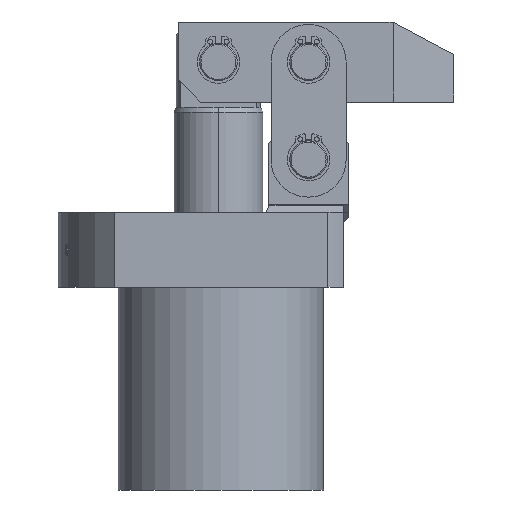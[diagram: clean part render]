
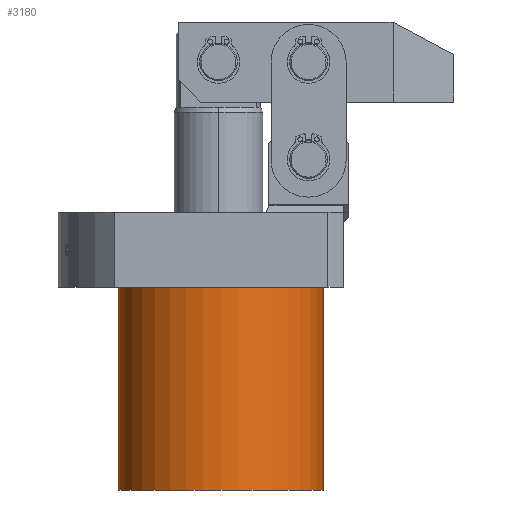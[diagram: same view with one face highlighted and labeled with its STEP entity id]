
A CAD part, front view. The second image highlights one B-rep face of the part: STEP entity #3180.
In plain terms, the highlighted cylindrical face has radius 41 mm (diameter 82 mm), a partial arc.
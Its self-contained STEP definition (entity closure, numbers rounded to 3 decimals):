
#471 = VERTEX_POINT ( 'NONE', #2310 ) ;
#850 = VECTOR ( 'NONE', #8031, 1000. ) ;
#860 = EDGE_CURVE ( 'NONE', #6048, #471, #9419, .T. ) ;
#991 = AXIS2_PLACEMENT_3D ( 'NONE', #6843, #6814, #6774 ) ;
#999 = VECTOR ( 'NONE', #4655, 1000. ) ;
#2310 = CARTESIAN_POINT ( 'NONE',  ( -41., 0., 0. ) ) ;
#2821 = CIRCLE ( 'NONE', #991, 41. ) ;
#3018 = LINE ( 'NONE', #4604, #999 ) ;
#3180 = ADVANCED_FACE ( 'NONE', ( #6380 ), #8199, .T. ) ;
#4125 = EDGE_CURVE ( 'NONE', #471, #8516, #2821, .T. ) ;
#4196 = ORIENTED_EDGE ( 'NONE', *, *, #5435, .F. ) ;
#4604 = CARTESIAN_POINT ( 'NONE',  ( 41., 0., 81. ) ) ;
#4655 = DIRECTION ( 'NONE',  ( 0., 0., -1. ) ) ;
#4808 = DIRECTION ( 'NONE',  ( -1., 0., 0. ) ) ;
#4840 = DIRECTION ( 'NONE',  ( 0., 0., 1. ) ) ;
#4877 = CARTESIAN_POINT ( 'NONE',  ( 0., 0., 81. ) ) ;
#5435 = EDGE_CURVE ( 'NONE', #6048, #8934, #9219, .T. ) ;
#5619 = DIRECTION ( 'NONE',  ( -1., 0., 0. ) ) ;
#5642 = CARTESIAN_POINT ( 'NONE',  ( 0., 0., 81. ) ) ;
#5720 = AXIS2_PLACEMENT_3D ( 'NONE', #5642, #5730, #5619 ) ;
#5730 = DIRECTION ( 'NONE',  ( 0., 0., -1. ) ) ;
#5801 = ORIENTED_EDGE ( 'NONE', *, *, #6236, .F. ) ;
#6048 = VERTEX_POINT ( 'NONE', #6222 ) ;
#6222 = CARTESIAN_POINT ( 'NONE',  ( -41., 0., 81. ) ) ;
#6236 = EDGE_CURVE ( 'NONE', #8934, #8516, #3018, .T. ) ;
#6380 = FACE_OUTER_BOUND ( 'NONE', #7026, .T. ) ;
#6525 = CARTESIAN_POINT ( 'NONE',  ( 41., 0., 81. ) ) ;
#6774 = DIRECTION ( 'NONE',  ( -1., 0., 0. ) ) ;
#6814 = DIRECTION ( 'NONE',  ( 0., 0., 1. ) ) ;
#6843 = CARTESIAN_POINT ( 'NONE',  ( 0., 0., 0. ) ) ;
#7026 = EDGE_LOOP ( 'NONE', ( #5801, #4196, #9728, #9505 ) ) ;
#7498 = CARTESIAN_POINT ( 'NONE',  ( 41., 0., 0. ) ) ;
#7850 = CARTESIAN_POINT ( 'NONE',  ( -41., 0., 81. ) ) ;
#8031 = DIRECTION ( 'NONE',  ( 0., 0., -1. ) ) ;
#8199 = CYLINDRICAL_SURFACE ( 'NONE', #5720, 41. ) ;
#8516 = VERTEX_POINT ( 'NONE', #7498 ) ;
#8766 = AXIS2_PLACEMENT_3D ( 'NONE', #4877, #4840, #4808 ) ;
#8934 = VERTEX_POINT ( 'NONE', #6525 ) ;
#9219 = CIRCLE ( 'NONE', #8766, 41. ) ;
#9419 = LINE ( 'NONE', #7850, #850 ) ;
#9505 = ORIENTED_EDGE ( 'NONE', *, *, #4125, .T. ) ;
#9728 = ORIENTED_EDGE ( 'NONE', *, *, #860, .T. ) ;
